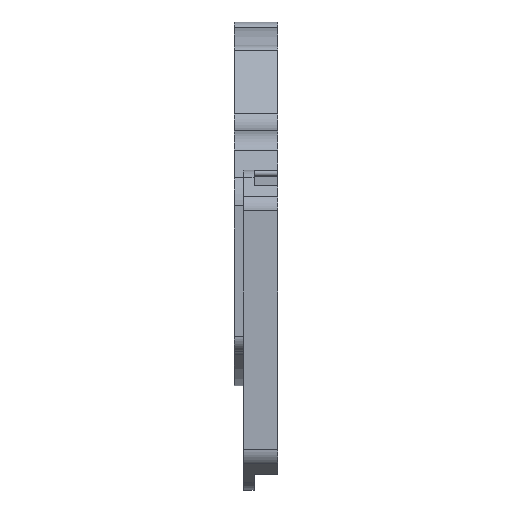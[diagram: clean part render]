
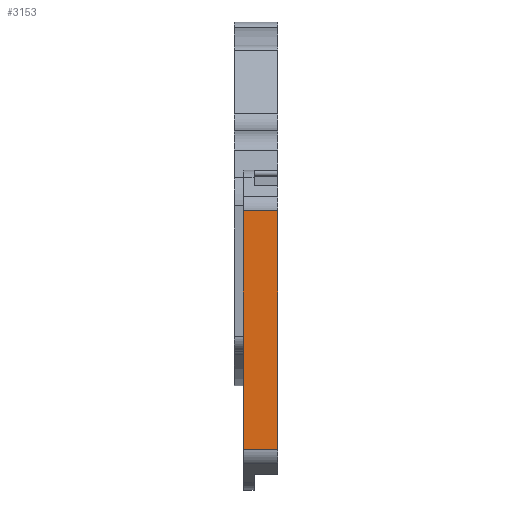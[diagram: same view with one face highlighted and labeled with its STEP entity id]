
A CAD part, left-side view. The second image highlights one B-rep face of the part: STEP entity #3153.
In plain terms, the highlighted planar face has unit normal (-1, 0, 0).
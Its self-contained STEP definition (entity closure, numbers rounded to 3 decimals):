
#31=PLANE('',#3353);
#120=FACE_OUTER_BOUND('',#292,.T.);
#292=EDGE_LOOP('',(#2159,#2160,#2161,#2162));
#468=LINE('',#4666,#787);
#474=LINE('',#4679,#793);
#502=LINE('',#4785,#821);
#504=LINE('',#4790,#823);
#787=VECTOR('',#3667,10.);
#793=VECTOR('',#3677,10.);
#821=VECTOR('',#3761,10.);
#823=VECTOR('',#3767,10.);
#1274=VERTEX_POINT('',#4659);
#1277=VERTEX_POINT('',#4664);
#1282=VERTEX_POINT('',#4678);
#1332=VERTEX_POINT('',#4784);
#1602=EDGE_CURVE('',#1277,#1274,#468,.T.);
#1608=EDGE_CURVE('',#1274,#1282,#474,.T.);
#1661=EDGE_CURVE('',#1282,#1332,#502,.T.);
#1664=EDGE_CURVE('',#1277,#1332,#504,.T.);
#2159=ORIENTED_EDGE('',*,*,#1602,.F.);
#2160=ORIENTED_EDGE('',*,*,#1664,.T.);
#2161=ORIENTED_EDGE('',*,*,#1661,.F.);
#2162=ORIENTED_EDGE('',*,*,#1608,.F.);
#3153=ADVANCED_FACE('',(#120),#31,.T.);
#3353=AXIS2_PLACEMENT_3D('',#4789,#3765,#3766);
#3667=DIRECTION('',(0.,-1.,0.));
#3677=DIRECTION('',(0.,0.,-1.));
#3761=DIRECTION('',(0.,1.,0.));
#3765=DIRECTION('center_axis',(-1.,0.,0.));
#3766=DIRECTION('ref_axis',(0.,0.,-1.));
#3767=DIRECTION('',(0.,0.,-1.));
#4659=CARTESIAN_POINT('',(-34.418,-10.,53.321));
#4664=CARTESIAN_POINT('',(-34.418,-6.2,53.321));
#4666=CARTESIAN_POINT('',(-34.418,-6.2,53.321));
#4678=CARTESIAN_POINT('',(-34.418,-10.,27.207));
#4679=CARTESIAN_POINT('',(-34.418,-10.,54.264));
#4784=CARTESIAN_POINT('',(-34.418,-6.2,27.207));
#4785=CARTESIAN_POINT('',(-34.418,-6.2,27.207));
#4789=CARTESIAN_POINT('Origin',(-34.418,-6.2,54.264));
#4790=CARTESIAN_POINT('',(-34.418,-6.2,54.264));
